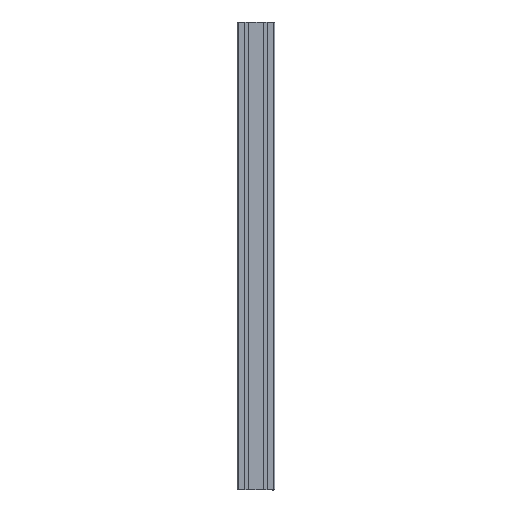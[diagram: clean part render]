
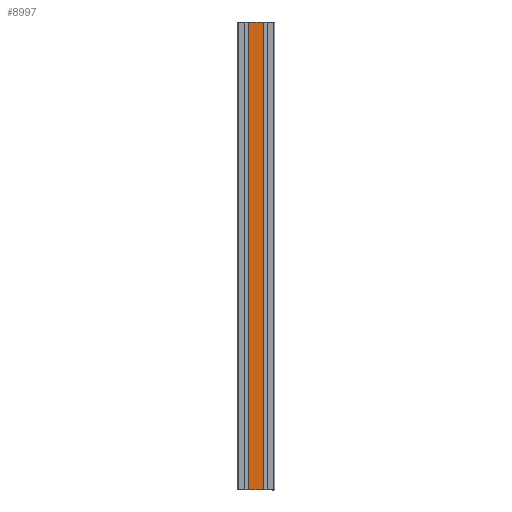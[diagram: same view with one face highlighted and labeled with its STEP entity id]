
A CAD part, left-side view. The second image highlights one B-rep face of the part: STEP entity #8997.
In plain terms, the highlighted face is planar.
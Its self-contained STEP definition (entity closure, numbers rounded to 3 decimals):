
#4626=ORIENTED_EDGE('',*,*,#6482,.T.);
#4627=ORIENTED_EDGE('',*,*,#6483,.F.);
#4628=ORIENTED_EDGE('',*,*,#6479,.F.);
#4629=ORIENTED_EDGE('',*,*,#6484,.T.);
#5385=VECTOR('',#7415,1.);
#5388=VECTOR('',#7420,1.);
#5389=VECTOR('',#7421,1.);
#5390=VECTOR('',#7422,1.);
#5785=LINE('',#8236,#5385);
#5788=LINE('',#8242,#5388);
#5789=LINE('',#8243,#5389);
#5790=LINE('',#8244,#5390);
#6112=VERTEX_POINT('',#8234);
#6113=VERTEX_POINT('',#8235);
#6114=VERTEX_POINT('',#8240);
#6115=VERTEX_POINT('',#8241);
#6479=EDGE_CURVE('',#6112,#6113,#5785,.T.);
#6482=EDGE_CURVE('',#6114,#6115,#5788,.T.);
#6483=EDGE_CURVE('',#6113,#6115,#5789,.T.);
#6484=EDGE_CURVE('',#6112,#6114,#5790,.T.);
#6743=EDGE_LOOP('',(#4626,#4627,#4628,#4629));
#6915=FACE_BOUND('',#6743,.T.);
#7415=DIRECTION('',(-1000.,0.,0.));
#7418=DIRECTION('',(0.,0.,-1.));
#7419=DIRECTION('',(0.,1.,0.));
#7420=DIRECTION('',(-1000.,0.,0.));
#7421=DIRECTION('',(0.,-31.8,0.));
#7422=DIRECTION('',(0.,-31.8,0.));
#8234=CARTESIAN_POINT('',(1000.,15.9,-40.));
#8235=CARTESIAN_POINT('',(0.,15.9,-40.));
#8236=CARTESIAN_POINT('',(1000.,15.9,-40.));
#8239=CARTESIAN_POINT('',(1000.,-15.9,-40.));
#8240=CARTESIAN_POINT('',(1000.,-15.9,-40.));
#8241=CARTESIAN_POINT('',(0.,-15.9,-40.));
#8242=CARTESIAN_POINT('',(1000.,-15.9,-40.));
#8243=CARTESIAN_POINT('',(0.,15.9,-40.));
#8244=CARTESIAN_POINT('',(1000.,15.9,-40.));
#8697=AXIS2_PLACEMENT_3D('',#8239,#7418,#7419);
#8860=PLANE('',#8697);
#8997=ADVANCED_FACE('',(#6915),#8860,.T.);
